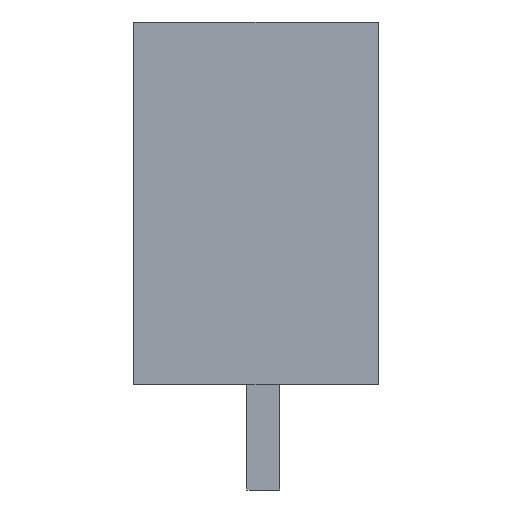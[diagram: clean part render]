
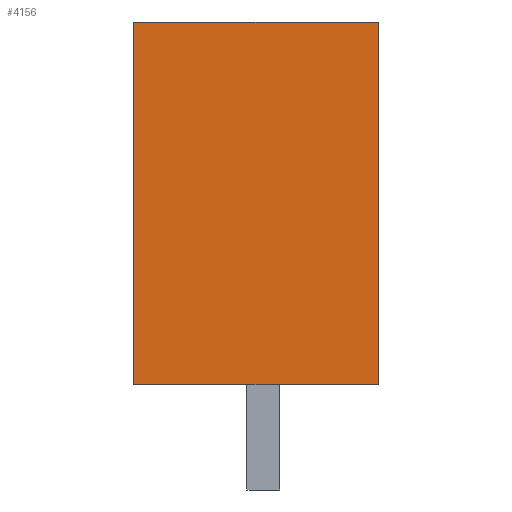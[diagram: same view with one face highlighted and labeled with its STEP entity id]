
A CAD part, left-side view. The second image highlights one B-rep face of the part: STEP entity #4156.
In plain terms, the highlighted planar face has unit normal (-1, 0, 0).
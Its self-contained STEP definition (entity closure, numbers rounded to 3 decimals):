
#4136=AXIS2_PLACEMENT_3D('Plane Axis2P3D',#4133,#4134,#4135) ;
#276=CARTESIAN_POINT('Vertex',(0.,7.45,3.2)) ;
#279=CARTESIAN_POINT('Line Origine',(0.,7.45,8.725)) ;
#283=CARTESIAN_POINT('Vertex',(0.,7.45,14.25)) ;
#4117=CARTESIAN_POINT('Vertex',(0.,0.,3.2)) ;
#4120=CARTESIAN_POINT('Line Origine',(0.,3.725,3.2)) ;
#4133=CARTESIAN_POINT('Axis2P3D Location',(0.,7.45,1.8)) ;
#4138=CARTESIAN_POINT('Line Origine',(0.,0.,8.725)) ;
#4142=CARTESIAN_POINT('Vertex',(0.,0.,14.25)) ;
#4145=CARTESIAN_POINT('Line Origine',(0.,3.725,14.25)) ;
#280=DIRECTION('Vector Direction',(0.,0.,1.)) ;
#4121=DIRECTION('Vector Direction',(0.,1.,0.)) ;
#4134=DIRECTION('Axis2P3D Direction',(1.,0.,0.)) ;
#4135=DIRECTION('Axis2P3D XDirection',(0.,0.,-1.)) ;
#4139=DIRECTION('Vector Direction',(0.,0.,-1.)) ;
#4146=DIRECTION('Vector Direction',(0.,-1.,0.)) ;
#281=VECTOR('Line Direction',#280,1.) ;
#4122=VECTOR('Line Direction',#4121,1.) ;
#4140=VECTOR('Line Direction',#4139,1.) ;
#4147=VECTOR('Line Direction',#4146,1.) ;
#4151=ORIENTED_EDGE('',*,*,#4124,.F.) ;
#4152=ORIENTED_EDGE('',*,*,#4144,.F.) ;
#4153=ORIENTED_EDGE('',*,*,#4149,.F.) ;
#4154=ORIENTED_EDGE('',*,*,#285,.F.) ;
#4156=ADVANCED_FACE('HOUSING',(#4155),#4137,.F.) ;
#285=EDGE_CURVE('',#277,#284,#282,.T.) ;
#4124=EDGE_CURVE('',#4118,#277,#4123,.T.) ;
#4144=EDGE_CURVE('',#4143,#4118,#4141,.T.) ;
#4149=EDGE_CURVE('',#284,#4143,#4148,.T.) ;
#4150=EDGE_LOOP('',(#4151,#4152,#4153,#4154)) ;
#4155=FACE_OUTER_BOUND('',#4150,.T.) ;
#282=LINE('Line',#279,#281) ;
#4123=LINE('Line',#4120,#4122) ;
#4141=LINE('Line',#4138,#4140) ;
#4148=LINE('Line',#4145,#4147) ;
#4137=PLANE('',#4136) ;
#277=VERTEX_POINT('',#276) ;
#284=VERTEX_POINT('',#283) ;
#4118=VERTEX_POINT('',#4117) ;
#4143=VERTEX_POINT('',#4142) ;
